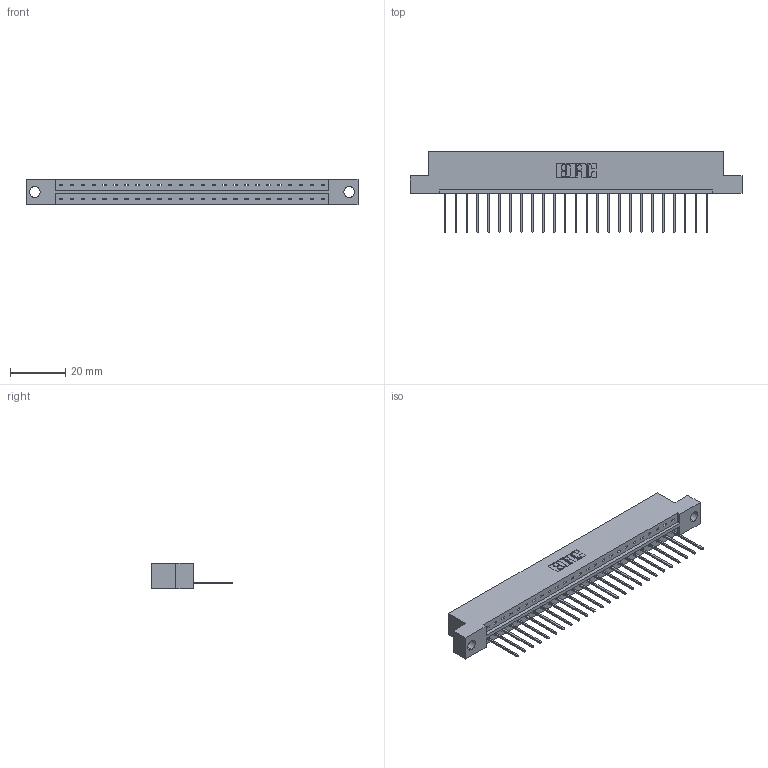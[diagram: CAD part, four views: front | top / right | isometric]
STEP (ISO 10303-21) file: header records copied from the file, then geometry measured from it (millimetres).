
FILE_DESCRIPTION (( 'STEP AP203' ), '1' );
FILE_NAME ('833-025-540-104.STEP', '2020-06-01T23:37:22', ( '' ), ( '' ), 'SwSTEP 2.0', 'SolidWorks 2020', '' );
FILE_SCHEMA (( 'CONFIG_CONTROL_DESIGN' ));
Length unit declared in the file: inch
Products named in the file (3): 345-292-001_345-293-140; 833-025-540-104; 833 Part_Flush - .156 Dia - TH
Assembly tree (26 placements, depth 2):
  833-025-540-104
    833 Part_Flush - .156 Dia - TH
    345-292-001_345-293-140  x25
Bounding box: 120.6 x 29.47 x 9.4 mm (x, y, z)
Volume: 11935.5 mm3; surface area: 12850.8 mm2
Topology: 26 solids, 26 shells, 1564 faces, 4711 edges, 3106 vertices
Faces by surface type: plane 1120, cylinder 444
Entity records: 17503 total; most frequent: CARTESIAN_POINT 3029, ORIENTED_EDGE 2990, DIRECTION 2589, EDGE_CURVE 1495, VECTOR 1367, LINE 1367, VERTEX_POINT 994, AXIS2_PLACEMENT_3D 611
